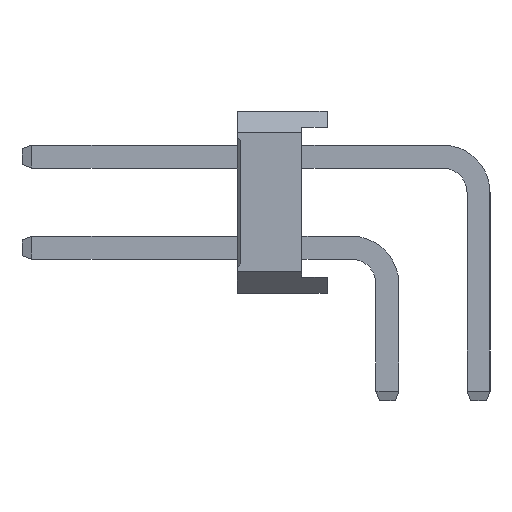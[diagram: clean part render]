
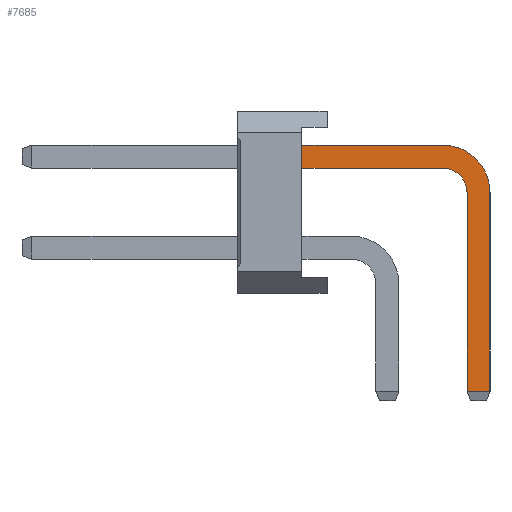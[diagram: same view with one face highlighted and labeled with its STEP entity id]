
A CAD part, left-side view. The second image highlights one B-rep face of the part: STEP entity #7685.
In plain terms, the highlighted planar face has unit normal (-1, 0, 0).
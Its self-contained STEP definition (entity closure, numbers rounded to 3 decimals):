
#7685=ADVANCED_FACE('',(#24985),#24987,.T.);
#24985=FACE_BOUND('',#24986,.T.);
#24986=EDGE_LOOP('',(#38637,#38638,#38639,#38640,#38641,#38642,#38643,#38644));
#24987=PLANE('',#24988);
#24988=AXIS2_PLACEMENT_3D('',#24989,#24990,#24991);
#24989=CARTESIAN_POINT('',(-0.32,-2.22,-3.));
#24990=DIRECTION('',(-1.,0.,0.));
#24991=DIRECTION('',(0.,-1.,0.));
#38637=ORIENTED_EDGE('',*,*,#46986,.T.);
#38638=ORIENTED_EDGE('',*,*,#46987,.T.);
#38639=ORIENTED_EDGE('',*,*,#46988,.T.);
#38640=ORIENTED_EDGE('',*,*,#46989,.T.);
#38641=ORIENTED_EDGE('',*,*,#44799,.T.);
#38642=ORIENTED_EDGE('',*,*,#46985,.F.);
#38643=ORIENTED_EDGE('',*,*,#46990,.F.);
#38644=ORIENTED_EDGE('',*,*,#46991,.F.);
#44799=EDGE_CURVE('',#50918,#50916,#50919,.T.);
#46985=EDGE_CURVE('',#54370,#50916,#54372,.T.);
#46986=EDGE_CURVE('',#54373,#54374,#54375,.T.);
#46987=EDGE_CURVE('',#54374,#54376,#54377,.T.);
#46988=EDGE_CURVE('',#54376,#54378,#54379,.T.);
#46989=EDGE_CURVE('',#54378,#50918,#54380,.T.);
#46990=EDGE_CURVE('',#54381,#54370,#54382,.T.);
#46991=EDGE_CURVE('',#54373,#54381,#54383,.T.);
#50916=VERTEX_POINT('',#61254);
#50918=VERTEX_POINT('',#61258);
#50919=LINE('',#61259,#61260);
#54370=VERTEX_POINT('',#69222);
#54372=LINE('',#69226,#69227);
#54373=VERTEX_POINT('',#69229);
#54374=VERTEX_POINT('',#69230);
#54375=LINE('',#69231,#69232);
#54376=VERTEX_POINT('',#69234);
#54377=LINE('',#69235,#69236);
#54378=VERTEX_POINT('',#69238);
#54379=CIRCLE('',#69239,1.32);
#54380=LINE('',#69243,#69244);
#54381=VERTEX_POINT('',#69246);
#54382=CIRCLE('',#69247,0.68);
#54383=LINE('',#69251,#69252);
#61254=CARTESIAN_POINT('',(-0.32,2.38,3.49));
#61258=CARTESIAN_POINT('',(-0.32,2.38,4.13));
#61259=CARTESIAN_POINT('',(-0.32,2.38,4.13));
#61260=VECTOR('',#61261,1.);
#61261=DIRECTION('',(0.,0.,-1.));
#69222=CARTESIAN_POINT('',(-0.32,-1.54,3.49));
#69226=CARTESIAN_POINT('',(-0.32,-1.54,3.49));
#69227=VECTOR('',#69228,1.);
#69228=DIRECTION('',(0.,1.,0.));
#69229=CARTESIAN_POINT('',(-0.32,-2.22,-2.725));
#69230=CARTESIAN_POINT('',(-0.32,-2.86,-2.725));
#69231=CARTESIAN_POINT('',(-0.32,-2.22,-2.725));
#69232=VECTOR('',#69233,1.);
#69233=DIRECTION('',(0.,-1.,0.));
#69234=CARTESIAN_POINT('',(-0.32,-2.86,2.81));
#69235=CARTESIAN_POINT('',(-0.32,-2.86,-2.725));
#69236=VECTOR('',#69237,1.);
#69237=DIRECTION('',(0.,0.,1.));
#69238=CARTESIAN_POINT('',(-0.32,-1.54,4.13));
#69239=AXIS2_PLACEMENT_3D('',#69240,#69241,#69242);
#69240=CARTESIAN_POINT('',(-0.32,-1.54,2.81));
#69241=DIRECTION('',(-1.,0.,0.));
#69242=DIRECTION('',(0.,-1.,0.));
#69243=CARTESIAN_POINT('',(-0.32,-1.54,4.13));
#69244=VECTOR('',#69245,1.);
#69245=DIRECTION('',(0.,1.,0.));
#69246=CARTESIAN_POINT('',(-0.32,-2.22,2.81));
#69247=AXIS2_PLACEMENT_3D('',#69248,#69249,#69250);
#69248=CARTESIAN_POINT('',(-0.32,-1.54,2.81));
#69249=DIRECTION('',(-1.,0.,0.));
#69250=DIRECTION('',(0.,-1.,0.));
#69251=CARTESIAN_POINT('',(-0.32,-2.22,-2.725));
#69252=VECTOR('',#69253,1.);
#69253=DIRECTION('',(0.,0.,1.));
